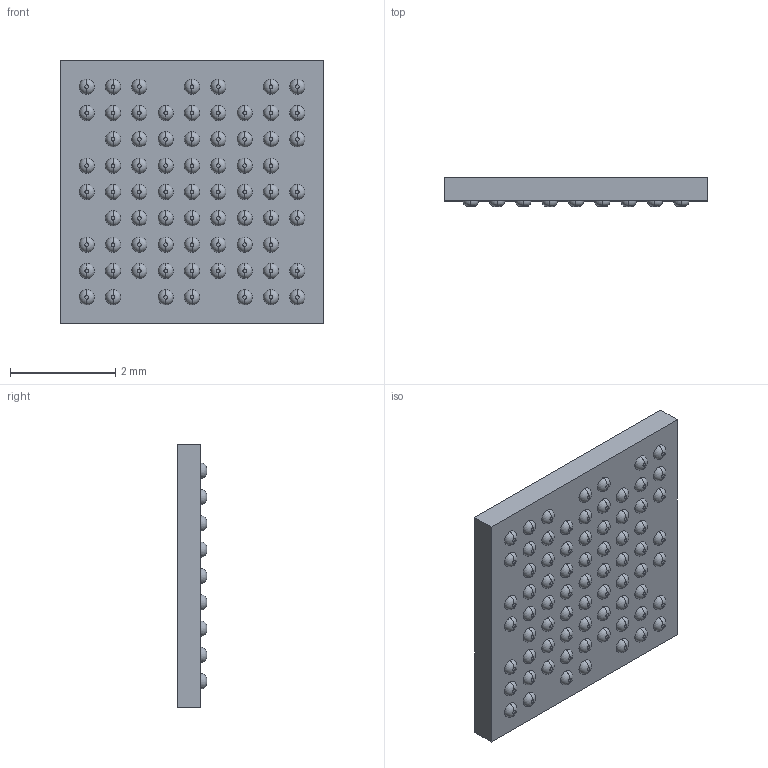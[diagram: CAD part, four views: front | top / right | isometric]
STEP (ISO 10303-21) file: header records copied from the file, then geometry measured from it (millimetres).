
FILE_DESCRIPTION (( 'STEP AP214' ), '1' );
FILE_NAME ('UFBGA73.STEP', '2020-08-12T14:53:54', ( '' ), ( '' ), 'SwSTEP 2.0', 'SolidWorks 2018', '' );
FILE_SCHEMA (( 'AUTOMOTIVE_DESIGN' ));
Length unit declared in the file: millimetre
Products named in the file (1): UFBGA73
Bounding box: 5 x 0.56 x 5 mm (x, y, z)
Volume: 11.6 mm3; surface area: 62.8 mm2
Topology: 1 solids, 1 shells, 228 faces, 456 edges, 304 vertices
Faces by surface type: torus 148, plane 80
Entity records: 8766 total; most frequent: DIRECTION 1358, CARTESIAN_POINT 989, ORIENTED_EDGE 912, AXIS2_PLACEMENT_3D 673, EDGE_CURVE 456, CIRCLE 444, VERTEX_POINT 304, EDGE_LOOP 302
